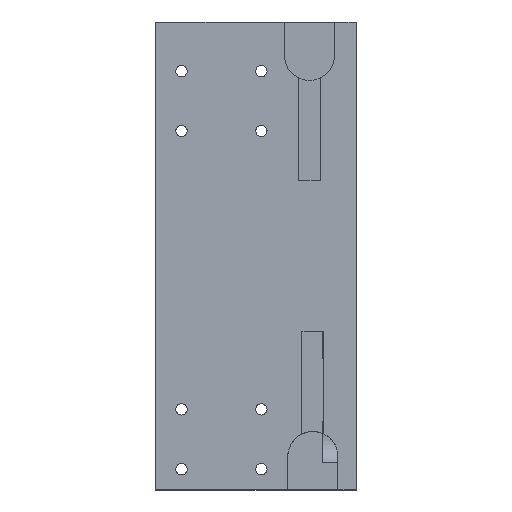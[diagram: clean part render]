
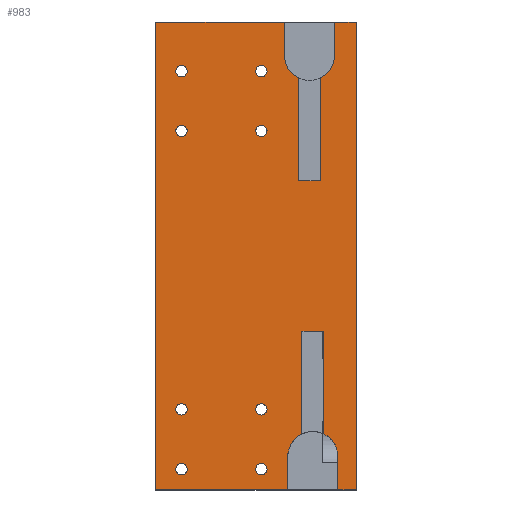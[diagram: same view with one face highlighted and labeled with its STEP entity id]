
A CAD part, top view. The second image highlights one B-rep face of the part: STEP entity #983.
In plain terms, the highlighted planar face has unit normal (0, 0, 1).
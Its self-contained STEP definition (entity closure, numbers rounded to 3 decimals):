
#37=FACE_BOUND('',#119,.T.);
#38=FACE_BOUND('',#120,.T.);
#39=FACE_BOUND('',#121,.T.);
#40=FACE_BOUND('',#122,.T.);
#41=FACE_BOUND('',#123,.T.);
#42=FACE_BOUND('',#124,.T.);
#43=FACE_BOUND('',#125,.T.);
#44=FACE_BOUND('',#126,.T.);
#67=FACE_OUTER_BOUND('',#118,.T.);
#118=EDGE_LOOP('',(#687,#688,#689,#690,#691,#692,#693,#694,#695,#696,#697,
#698,#699,#700,#701,#702,#703,#704,#705,#706));
#119=EDGE_LOOP('',(#707));
#120=EDGE_LOOP('',(#708));
#121=EDGE_LOOP('',(#709));
#122=EDGE_LOOP('',(#710));
#123=EDGE_LOOP('',(#711));
#124=EDGE_LOOP('',(#712));
#125=EDGE_LOOP('',(#713));
#126=EDGE_LOOP('',(#714));
#194=CIRCLE('',#1052,7.5);
#195=CIRCLE('',#1053,7.5);
#196=CIRCLE('',#1054,7.5);
#197=CIRCLE('',#1055,7.5);
#198=CIRCLE('',#1056,1.7);
#199=CIRCLE('',#1057,1.7);
#200=CIRCLE('',#1058,1.7);
#201=CIRCLE('',#1059,1.7);
#202=CIRCLE('',#1060,1.7);
#203=CIRCLE('',#1061,1.7);
#204=CIRCLE('',#1062,1.7);
#205=CIRCLE('',#1063,1.7);
#249=LINE('',#1464,#340);
#253=LINE('',#1473,#344);
#257=LINE('',#1481,#348);
#258=LINE('',#1486,#349);
#259=LINE('',#1488,#350);
#260=LINE('',#1490,#351);
#261=LINE('',#1492,#352);
#262=LINE('',#1494,#353);
#263=LINE('',#1498,#354);
#264=LINE('',#1500,#355);
#265=LINE('',#1502,#356);
#266=LINE('',#1506,#357);
#267=LINE('',#1508,#358);
#268=LINE('',#1510,#359);
#269=LINE('',#1512,#360);
#270=LINE('',#1514,#361);
#340=VECTOR('',#1161,10.);
#344=VECTOR('',#1169,10.);
#348=VECTOR('',#1177,10.);
#349=VECTOR('',#1182,10.);
#350=VECTOR('',#1183,10.);
#351=VECTOR('',#1184,10.);
#352=VECTOR('',#1185,10.);
#353=VECTOR('',#1186,10.);
#354=VECTOR('',#1189,10.);
#355=VECTOR('',#1190,10.);
#356=VECTOR('',#1191,10.);
#357=VECTOR('',#1194,10.);
#358=VECTOR('',#1195,10.);
#359=VECTOR('',#1196,10.);
#360=VECTOR('',#1197,10.);
#361=VECTOR('',#1198,10.);
#432=VERTEX_POINT('',#1462);
#433=VERTEX_POINT('',#1463);
#435=VERTEX_POINT('',#1470);
#436=VERTEX_POINT('',#1472);
#439=VERTEX_POINT('',#1483);
#440=VERTEX_POINT('',#1485);
#441=VERTEX_POINT('',#1487);
#442=VERTEX_POINT('',#1489);
#443=VERTEX_POINT('',#1491);
#444=VERTEX_POINT('',#1493);
#445=VERTEX_POINT('',#1495);
#446=VERTEX_POINT('',#1497);
#447=VERTEX_POINT('',#1499);
#448=VERTEX_POINT('',#1501);
#449=VERTEX_POINT('',#1503);
#450=VERTEX_POINT('',#1505);
#451=VERTEX_POINT('',#1507);
#452=VERTEX_POINT('',#1509);
#453=VERTEX_POINT('',#1511);
#454=VERTEX_POINT('',#1513);
#455=VERTEX_POINT('',#1516);
#456=VERTEX_POINT('',#1518);
#457=VERTEX_POINT('',#1520);
#458=VERTEX_POINT('',#1522);
#459=VERTEX_POINT('',#1524);
#460=VERTEX_POINT('',#1526);
#461=VERTEX_POINT('',#1528);
#462=VERTEX_POINT('',#1530);
#528=EDGE_CURVE('',#432,#433,#249,.T.);
#533=EDGE_CURVE('',#436,#435,#253,.T.);
#538=EDGE_CURVE('',#433,#436,#257,.T.);
#539=EDGE_CURVE('',#435,#439,#194,.T.);
#540=EDGE_CURVE('',#439,#440,#258,.T.);
#541=EDGE_CURVE('',#440,#441,#259,.T.);
#542=EDGE_CURVE('',#441,#442,#260,.T.);
#543=EDGE_CURVE('',#442,#443,#261,.T.);
#544=EDGE_CURVE('',#443,#444,#262,.T.);
#545=EDGE_CURVE('',#444,#445,#195,.T.);
#546=EDGE_CURVE('',#445,#446,#263,.T.);
#547=EDGE_CURVE('',#446,#447,#264,.T.);
#548=EDGE_CURVE('',#447,#448,#265,.T.);
#549=EDGE_CURVE('',#448,#449,#196,.T.);
#550=EDGE_CURVE('',#449,#450,#266,.T.);
#551=EDGE_CURVE('',#450,#451,#267,.T.);
#552=EDGE_CURVE('',#451,#452,#268,.T.);
#553=EDGE_CURVE('',#452,#453,#269,.T.);
#554=EDGE_CURVE('',#453,#454,#270,.T.);
#555=EDGE_CURVE('',#454,#432,#197,.T.);
#556=EDGE_CURVE('',#455,#455,#198,.T.);
#557=EDGE_CURVE('',#456,#456,#199,.T.);
#558=EDGE_CURVE('',#457,#457,#200,.T.);
#559=EDGE_CURVE('',#458,#458,#201,.T.);
#560=EDGE_CURVE('',#459,#459,#202,.T.);
#561=EDGE_CURVE('',#460,#460,#203,.T.);
#562=EDGE_CURVE('',#461,#461,#204,.T.);
#563=EDGE_CURVE('',#462,#462,#205,.T.);
#687=ORIENTED_EDGE('',*,*,#528,.T.);
#688=ORIENTED_EDGE('',*,*,#538,.T.);
#689=ORIENTED_EDGE('',*,*,#533,.T.);
#690=ORIENTED_EDGE('',*,*,#539,.T.);
#691=ORIENTED_EDGE('',*,*,#540,.T.);
#692=ORIENTED_EDGE('',*,*,#541,.T.);
#693=ORIENTED_EDGE('',*,*,#542,.T.);
#694=ORIENTED_EDGE('',*,*,#543,.T.);
#695=ORIENTED_EDGE('',*,*,#544,.T.);
#696=ORIENTED_EDGE('',*,*,#545,.T.);
#697=ORIENTED_EDGE('',*,*,#546,.T.);
#698=ORIENTED_EDGE('',*,*,#547,.T.);
#699=ORIENTED_EDGE('',*,*,#548,.T.);
#700=ORIENTED_EDGE('',*,*,#549,.T.);
#701=ORIENTED_EDGE('',*,*,#550,.T.);
#702=ORIENTED_EDGE('',*,*,#551,.T.);
#703=ORIENTED_EDGE('',*,*,#552,.T.);
#704=ORIENTED_EDGE('',*,*,#553,.T.);
#705=ORIENTED_EDGE('',*,*,#554,.T.);
#706=ORIENTED_EDGE('',*,*,#555,.T.);
#707=ORIENTED_EDGE('',*,*,#556,.T.);
#708=ORIENTED_EDGE('',*,*,#557,.T.);
#709=ORIENTED_EDGE('',*,*,#558,.T.);
#710=ORIENTED_EDGE('',*,*,#559,.T.);
#711=ORIENTED_EDGE('',*,*,#560,.T.);
#712=ORIENTED_EDGE('',*,*,#561,.T.);
#713=ORIENTED_EDGE('',*,*,#562,.T.);
#714=ORIENTED_EDGE('',*,*,#563,.T.);
#953=PLANE('',#1051);
#983=ADVANCED_FACE('',(#67,#37,#38,#39,#40,#41,#42,#43,#44),#953,.T.);
#1051=AXIS2_PLACEMENT_3D('',#1482,#1178,#1179);
#1052=AXIS2_PLACEMENT_3D('',#1484,#1180,#1181);
#1053=AXIS2_PLACEMENT_3D('',#1496,#1187,#1188);
#1054=AXIS2_PLACEMENT_3D('',#1504,#1192,#1193);
#1055=AXIS2_PLACEMENT_3D('',#1515,#1199,#1200);
#1056=AXIS2_PLACEMENT_3D('',#1517,#1201,#1202);
#1057=AXIS2_PLACEMENT_3D('',#1519,#1203,#1204);
#1058=AXIS2_PLACEMENT_3D('',#1521,#1205,#1206);
#1059=AXIS2_PLACEMENT_3D('',#1523,#1207,#1208);
#1060=AXIS2_PLACEMENT_3D('',#1525,#1209,#1210);
#1061=AXIS2_PLACEMENT_3D('',#1527,#1211,#1212);
#1062=AXIS2_PLACEMENT_3D('',#1529,#1213,#1214);
#1063=AXIS2_PLACEMENT_3D('',#1531,#1215,#1216);
#1161=DIRECTION('',(0.,1.,0.));
#1169=DIRECTION('',(0.,-1.,0.));
#1177=DIRECTION('',(1.,0.,0.));
#1178=DIRECTION('center_axis',(0.,0.,1.));
#1179=DIRECTION('ref_axis',(1.,0.,0.));
#1180=DIRECTION('center_axis',(0.,0.,-1.));
#1181=DIRECTION('ref_axis',(-1.,0.,0.));
#1182=DIRECTION('',(0.,-1.,0.));
#1183=DIRECTION('',(1.,0.,0.));
#1184=DIRECTION('',(0.,1.,0.));
#1185=DIRECTION('',(-1.,0.,0.));
#1186=DIRECTION('',(0.,-1.,0.));
#1187=DIRECTION('center_axis',(0.,0.,-1.));
#1188=DIRECTION('ref_axis',(-1.,0.,0.));
#1189=DIRECTION('',(0.,-1.,0.));
#1190=DIRECTION('',(-1.,0.,0.));
#1191=DIRECTION('',(0.,1.,0.));
#1192=DIRECTION('center_axis',(0.,0.,-1.));
#1193=DIRECTION('ref_axis',(-1.,0.,0.));
#1194=DIRECTION('',(0.,1.,0.));
#1195=DIRECTION('',(-1.,0.,0.));
#1196=DIRECTION('',(0.,-1.,0.));
#1197=DIRECTION('',(1.,0.,0.));
#1198=DIRECTION('',(0.,1.,0.));
#1199=DIRECTION('center_axis',(0.,0.,-1.));
#1200=DIRECTION('ref_axis',(-1.,0.,0.));
#1201=DIRECTION('center_axis',(0.,0.,-1.));
#1202=DIRECTION('ref_axis',(-1.,0.,0.));
#1203=DIRECTION('center_axis',(0.,0.,-1.));
#1204=DIRECTION('ref_axis',(-1.,0.,0.));
#1205=DIRECTION('center_axis',(0.,0.,-1.));
#1206=DIRECTION('ref_axis',(-1.,0.,0.));
#1207=DIRECTION('center_axis',(0.,0.,-1.));
#1208=DIRECTION('ref_axis',(-1.,0.,0.));
#1209=DIRECTION('center_axis',(0.,0.,-1.));
#1210=DIRECTION('ref_axis',(-1.,0.,0.));
#1211=DIRECTION('center_axis',(0.,0.,-1.));
#1212=DIRECTION('ref_axis',(-1.,0.,0.));
#1213=DIRECTION('center_axis',(0.,0.,-1.));
#1214=DIRECTION('ref_axis',(-1.,0.,0.));
#1215=DIRECTION('center_axis',(0.,0.,-1.));
#1216=DIRECTION('ref_axis',(-1.,0.,0.));
#1462=CARTESIAN_POINT('',(43.75,16.759,20.));
#1463=CARTESIAN_POINT('',(43.75,47.5,20.));
#1464=CARTESIAN_POINT('',(43.75,43.38,20.));
#1470=CARTESIAN_POINT('',(50.25,16.759,20.));
#1472=CARTESIAN_POINT('',(50.25,47.5,20.));
#1473=CARTESIAN_POINT('',(50.25,58.75,20.));
#1481=CARTESIAN_POINT('',(36.875,47.5,20.));
#1482=CARTESIAN_POINT('Origin',(30.,70.,20.));
#1483=CARTESIAN_POINT('',(54.5,10.,20.));
#1484=CARTESIAN_POINT('Origin',(47.,10.,20.));
#1485=CARTESIAN_POINT('',(54.5,0.,20.));
#1486=CARTESIAN_POINT('',(54.5,40.,20.));
#1487=CARTESIAN_POINT('',(60.,0.,20.));
#1488=CARTESIAN_POINT('',(0.,0.,20.));
#1489=CARTESIAN_POINT('',(60.,140.,20.));
#1490=CARTESIAN_POINT('',(60.,0.,20.));
#1491=CARTESIAN_POINT('',(53.5,140.,20.));
#1492=CARTESIAN_POINT('',(60.,140.,20.));
#1493=CARTESIAN_POINT('',(53.5,130.,20.));
#1494=CARTESIAN_POINT('',(53.5,105.,20.));
#1495=CARTESIAN_POINT('',(49.25,123.241,20.));
#1496=CARTESIAN_POINT('Origin',(46.,130.,20.));
#1497=CARTESIAN_POINT('',(49.25,92.5,20.));
#1498=CARTESIAN_POINT('',(49.25,96.62,20.));
#1499=CARTESIAN_POINT('',(42.75,92.5,20.));
#1500=CARTESIAN_POINT('',(39.625,92.5,20.));
#1501=CARTESIAN_POINT('',(42.75,123.241,20.));
#1502=CARTESIAN_POINT('',(42.75,81.25,20.));
#1503=CARTESIAN_POINT('',(38.5,130.,20.));
#1504=CARTESIAN_POINT('Origin',(46.,130.,20.));
#1505=CARTESIAN_POINT('',(38.5,140.,20.));
#1506=CARTESIAN_POINT('',(38.5,100.,20.));
#1507=CARTESIAN_POINT('',(0.,140.,20.));
#1508=CARTESIAN_POINT('',(60.,140.,20.));
#1509=CARTESIAN_POINT('',(0.,0.,20.));
#1510=CARTESIAN_POINT('',(0.,140.,20.));
#1511=CARTESIAN_POINT('',(39.5,0.,20.));
#1512=CARTESIAN_POINT('',(0.,0.,20.));
#1513=CARTESIAN_POINT('',(39.5,10.,20.));
#1514=CARTESIAN_POINT('',(39.5,35.,20.));
#1515=CARTESIAN_POINT('Origin',(47.,10.,20.));
#1516=CARTESIAN_POINT('',(9.4,125.3,20.));
#1517=CARTESIAN_POINT('Origin',(7.7,125.3,20.));
#1518=CARTESIAN_POINT('',(33.3,24.1,20.));
#1519=CARTESIAN_POINT('Origin',(31.6,24.1,20.));
#1520=CARTESIAN_POINT('',(33.3,6.2,20.));
#1521=CARTESIAN_POINT('Origin',(31.6,6.2,20.));
#1522=CARTESIAN_POINT('',(33.3,125.3,20.));
#1523=CARTESIAN_POINT('Origin',(31.6,125.3,20.));
#1524=CARTESIAN_POINT('',(9.4,107.4,20.));
#1525=CARTESIAN_POINT('Origin',(7.7,107.4,20.));
#1526=CARTESIAN_POINT('',(9.4,24.1,20.));
#1527=CARTESIAN_POINT('Origin',(7.7,24.1,20.));
#1528=CARTESIAN_POINT('',(9.4,6.2,20.));
#1529=CARTESIAN_POINT('Origin',(7.7,6.2,20.));
#1530=CARTESIAN_POINT('',(33.3,107.4,20.));
#1531=CARTESIAN_POINT('Origin',(31.6,107.4,20.));
